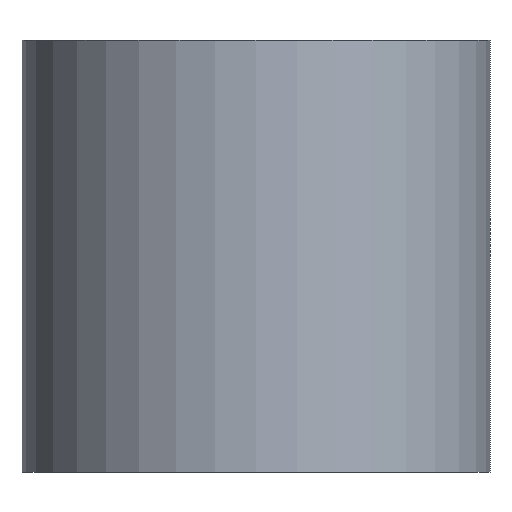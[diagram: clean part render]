
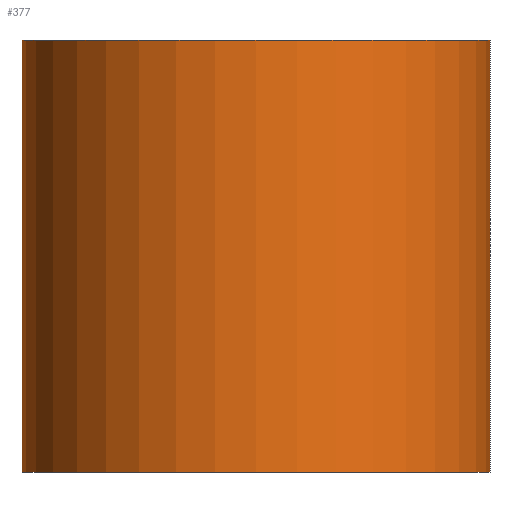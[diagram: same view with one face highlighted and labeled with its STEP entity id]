
A CAD part, front view. The second image highlights one B-rep face of the part: STEP entity #377.
In plain terms, the highlighted cylindrical face has radius 13 mm (diameter 26 mm), a partial arc.
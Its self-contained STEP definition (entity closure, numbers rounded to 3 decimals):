
#336=CARTESIAN_POINT('',(0.0,0.0,0.0));
#337=DIRECTION('',(0.0,0.0,1.0));
#338=DIRECTION('',(-1.0,0.0,0.0));
#339=AXIS2_PLACEMENT_3D('',#336,#337,#338);
#340=CYLINDRICAL_SURFACE('',#339,13.0);
#341=CARTESIAN_POINT('',(-13.0,0.,-12.));
#342=VERTEX_POINT('',#341);
#343=CARTESIAN_POINT('',(-13.0,0.,12.));
#344=VERTEX_POINT('',#343);
#345=CARTESIAN_POINT('',(-13.0,0.,-12.));
#346=DIRECTION('',(0.0,0.0,1.0));
#347=VECTOR('',#346,24.);
#348=LINE('',#345,#347);
#349=EDGE_CURVE('',#342,#344,#348,.T.);
#350=ORIENTED_EDGE('',*,*,#349,.F.);
#351=CARTESIAN_POINT('',(13.0,0.,-12.));
#352=VERTEX_POINT('',#351);
#353=CARTESIAN_POINT('',(0.0,0.0,-12.));
#354=DIRECTION('',(0.0,0.0,1.0));
#355=DIRECTION('',(-1.0,0.0,0.0));
#356=AXIS2_PLACEMENT_3D('',#353,#354,#355);
#357=CIRCLE('',#356,13.0);
#358=EDGE_CURVE('',#342,#352,#357,.T.);
#359=ORIENTED_EDGE('',*,*,#358,.T.);
#360=CARTESIAN_POINT('',(13.0,0.,12.));
#361=VERTEX_POINT('',#360);
#362=CARTESIAN_POINT('',(13.0,0.,12.));
#363=DIRECTION('',(0.0,0.0,-1.0));
#364=VECTOR('',#363,24.);
#365=LINE('',#362,#364);
#366=EDGE_CURVE('',#361,#352,#365,.T.);
#367=ORIENTED_EDGE('',*,*,#366,.F.);
#368=CARTESIAN_POINT('',(0.0,0.0,12.));
#369=DIRECTION('',(0.0,0.0,-1.0));
#370=DIRECTION('',(-1.0,0.0,0.0));
#371=AXIS2_PLACEMENT_3D('',#368,#369,#370);
#372=CIRCLE('',#371,13.0);
#373=EDGE_CURVE('',#361,#344,#372,.T.);
#374=ORIENTED_EDGE('',*,*,#373,.T.);
#375=EDGE_LOOP('',(#350,#359,#367,#374));
#376=FACE_OUTER_BOUND('',#375,.T.);
#377=ADVANCED_FACE('',(#376),#340,.T.);
